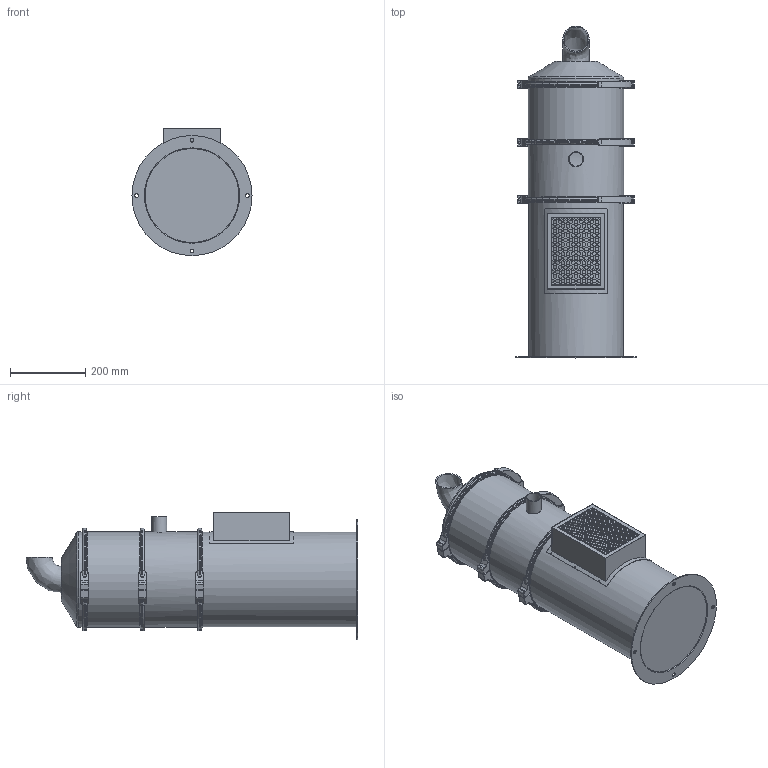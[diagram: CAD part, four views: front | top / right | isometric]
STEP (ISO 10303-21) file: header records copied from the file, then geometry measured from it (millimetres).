
FILE_DESCRIPTION(/* description */ (''),/* implementation_level */ '2;1');
FILE_NAME(/* name */ 'tmf08rn4brcg2c10.stp',/* time_stamp */ '2022-12-23T11:35:42+01:00',/* author */ ('enginyeria2'),/* organization */ (''),/* preprocessor_version */ 'ST-DEVELOPER v17',/* originating_system */ 'Autodesk Inventor 2019',/* authorisation */ '');
FILE_SCHEMA (('AUTOMOTIVE_DESIGN { 1 0 10303 214 3 1 1 }'));
Products named in the file (1): 3D_tmf08rn4brcg2c10
Bounding box: 320 x 884 x 339 mm (x, y, z)
Volume: 39315393.8 mm3; surface area: 1124593.2 mm2
Topology: 3 solids, 3 shells, 1308 faces, 3626 edges, 2288 vertices
Faces by surface type: cylinder 476, plane 247, bspline 218, torus 202, cone 141, sphere 24
Full cylindrical faces by diameter (mm): 4 x6, 8 x6, 10 x123, 37 x1, 40 x1, 252 x1, 254 x3, 264.8 x3, 266 x6, 320 x1
Entity records: 55277 total; most frequent: CARTESIAN_POINT 20845, ORIENTED_EDGE 7252, DIRECTION 6786, EDGE_CURVE 3626, AXIS2_PLACEMENT_3D 2747, VERTEX_POINT 2288, CIRCLE 1626, EDGE_LOOP 1622
